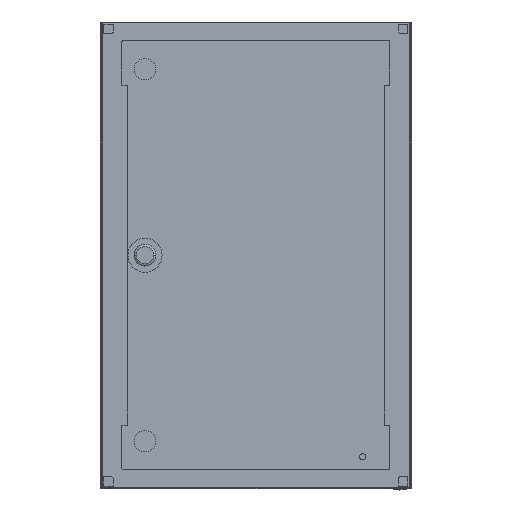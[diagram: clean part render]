
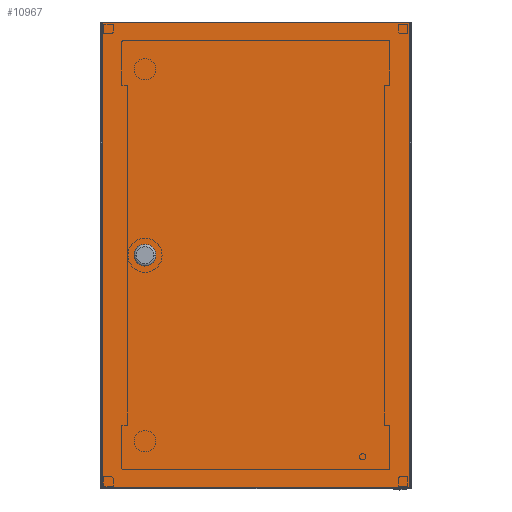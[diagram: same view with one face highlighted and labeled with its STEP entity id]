
A CAD part, top view. The second image highlights one B-rep face of the part: STEP entity #10967.
In plain terms, the highlighted face is planar.
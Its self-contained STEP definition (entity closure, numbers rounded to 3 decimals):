
#732 = CARTESIAN_POINT ( 'NONE',  ( 142.5, 0., 0. ) ) ;
#948 = EDGE_CURVE ( 'NONE', #11628, #9676, #6563, .T. ) ;
#1356 = LINE ( 'NONE', #10108, #6170 ) ;
#1408 = CARTESIAN_POINT ( 'NONE',  ( 128.5, 0., 0. ) ) ;
#1627 = EDGE_CURVE ( 'NONE', #4685, #2972, #7131, .T. ) ;
#1825 = EDGE_CURVE ( 'NONE', #2972, #11628, #1356, .T. ) ;
#1911 = AXIS2_PLACEMENT_3D ( 'NONE', #732, #10179, #2622 ) ;
#2143 = ORIENTED_EDGE ( 'NONE', *, *, #1825, .F. ) ;
#2434 = CARTESIAN_POINT ( 'NONE',  ( -197.5, 299.25, 0. ) ) ;
#2520 = EDGE_CURVE ( 'NONE', #9676, #4685, #3585, .T. ) ;
#2622 = DIRECTION ( 'NONE',  ( -1., 0., 0. ) ) ;
#2811 = VERTEX_POINT ( 'NONE', #1408 ) ;
#2972 = VERTEX_POINT ( 'NONE', #9396 ) ;
#2976 = EDGE_LOOP ( 'NONE', ( #3592, #9555 ) ) ;
#3044 = CARTESIAN_POINT ( 'NONE',  ( 197.5, 299.25, 0. ) ) ;
#3554 = DIRECTION ( 'NONE',  ( -1., 0., 0. ) ) ;
#3585 = LINE ( 'NONE', #8503, #9123 ) ;
#3592 = ORIENTED_EDGE ( 'NONE', *, *, #6837, .F. ) ;
#4068 = ORIENTED_EDGE ( 'NONE', *, *, #1627, .F. ) ;
#4644 = VERTEX_POINT ( 'NONE', #7979 ) ;
#4685 = VERTEX_POINT ( 'NONE', #7924 ) ;
#4697 = DIRECTION ( 'NONE',  ( 0., 1., 0. ) ) ;
#4927 = DIRECTION ( 'NONE',  ( 0., 0., -1. ) ) ;
#5110 = DIRECTION ( 'NONE',  ( 1., 0., 0. ) ) ;
#5636 = DIRECTION ( 'NONE',  ( 0., 0., -1. ) ) ;
#5648 = CIRCLE ( 'NONE', #1911, 14. ) ;
#5911 = DIRECTION ( 'NONE',  ( -1., 0., 0. ) ) ;
#6170 = VECTOR ( 'NONE', #5110, 1000. ) ;
#6204 = DIRECTION ( 'NONE',  ( 0., -1., 0. ) ) ;
#6563 = LINE ( 'NONE', #11211, #7905 ) ;
#6837 = EDGE_CURVE ( 'NONE', #4644, #2811, #5648, .T. ) ;
#7131 = LINE ( 'NONE', #2434, #10463 ) ;
#7433 = ORIENTED_EDGE ( 'NONE', *, *, #2520, .F. ) ;
#7905 = VECTOR ( 'NONE', #4697, 1000. ) ;
#7924 = CARTESIAN_POINT ( 'NONE',  ( -197.5, 299.25, 0. ) ) ;
#7979 = CARTESIAN_POINT ( 'NONE',  ( 156.5, 0., 0. ) ) ;
#8503 = CARTESIAN_POINT ( 'NONE',  ( 197.5, 299.25, 0. ) ) ;
#8683 = PLANE ( 'NONE',  #9795 ) ;
#9084 = FACE_BOUND ( 'NONE', #2976, .T. ) ;
#9123 = VECTOR ( 'NONE', #11185, 1000. ) ;
#9396 = CARTESIAN_POINT ( 'NONE',  ( -197.5, -299.25, 0. ) ) ;
#9555 = ORIENTED_EDGE ( 'NONE', *, *, #11120, .F. ) ;
#9612 = AXIS2_PLACEMENT_3D ( 'NONE', #11037, #5636, #3554 ) ;
#9650 = CARTESIAN_POINT ( 'NONE',  ( 0., 0., 0. ) ) ;
#9676 = VERTEX_POINT ( 'NONE', #3044 ) ;
#9708 = EDGE_LOOP ( 'NONE', ( #4068, #7433, #11388, #2143 ) ) ;
#9795 = AXIS2_PLACEMENT_3D ( 'NONE', #9650, #4927, #5911 ) ;
#9917 = FACE_OUTER_BOUND ( 'NONE', #9708, .T. ) ;
#10108 = CARTESIAN_POINT ( 'NONE',  ( 197.5, -299.25, 0. ) ) ;
#10179 = DIRECTION ( 'NONE',  ( 0., 0., -1. ) ) ;
#10191 = CIRCLE ( 'NONE', #9612, 14. ) ;
#10463 = VECTOR ( 'NONE', #6204, 1000. ) ;
#10967 = ADVANCED_FACE ( 'NONE', ( #9084, #9917 ), #8683, .T. ) ;
#11037 = CARTESIAN_POINT ( 'NONE',  ( 142.5, 0., 0. ) ) ;
#11120 = EDGE_CURVE ( 'NONE', #2811, #4644, #10191, .T. ) ;
#11185 = DIRECTION ( 'NONE',  ( -1., 0., 0. ) ) ;
#11211 = CARTESIAN_POINT ( 'NONE',  ( 197.5, 299.25, 0. ) ) ;
#11388 = ORIENTED_EDGE ( 'NONE', *, *, #948, .F. ) ;
#11628 = VERTEX_POINT ( 'NONE', #11906 ) ;
#11906 = CARTESIAN_POINT ( 'NONE',  ( 197.5, -299.25, 0. ) ) ;
